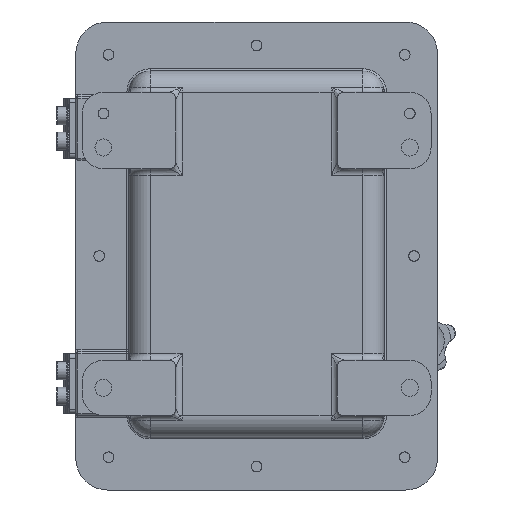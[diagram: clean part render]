
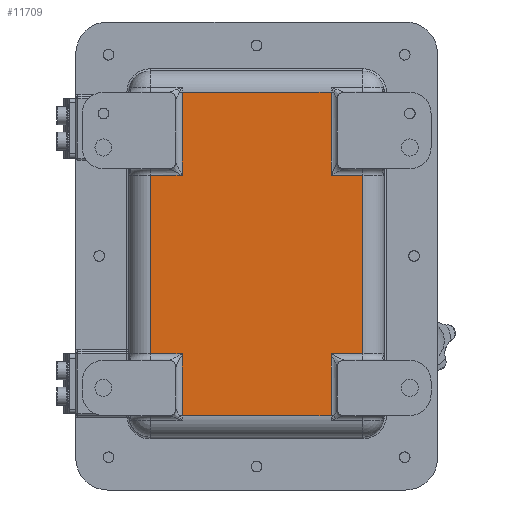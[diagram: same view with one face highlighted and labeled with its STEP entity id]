
A CAD part, front view. The second image highlights one B-rep face of the part: STEP entity #11709.
In plain terms, the highlighted planar face has unit normal (0, -1, 0).
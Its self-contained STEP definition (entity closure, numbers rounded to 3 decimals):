
#1568 = CARTESIAN_POINT ( 'NONE',  ( 50., 0., -75. ) ) ;
#2542 = VERTEX_POINT ( 'NONE', #38315 ) ;
#2739 = EDGE_CURVE ( 'NONE', #16086, #41163, #9331, .T. ) ;
#2760 = LINE ( 'NONE', #20745, #20616 ) ;
#4405 = EDGE_CURVE ( 'NONE', #48179, #6065, #16953, .T. ) ;
#4508 = EDGE_CURVE ( 'NONE', #22565, #16086, #26126, .T. ) ;
#4512 = ORIENTED_EDGE ( 'NONE', *, *, #4508, .T. ) ;
#6065 = VERTEX_POINT ( 'NONE', #26466 ) ;
#6787 = LINE ( 'NONE', #32534, #16029 ) ;
#6986 = LINE ( 'NONE', #7535, #42106 ) ;
#7535 = CARTESIAN_POINT ( 'NONE',  ( -38., 0., -46. ) ) ;
#8104 = VERTEX_POINT ( 'NONE', #20174 ) ;
#8328 = CARTESIAN_POINT ( 'NONE',  ( -35., 0., 81. ) ) ;
#9331 = LINE ( 'NONE', #8328, #31493 ) ;
#9488 = VECTOR ( 'NONE', #15479, 1000. ) ;
#9866 = CARTESIAN_POINT ( 'NONE',  ( -35., 0., 77. ) ) ;
#10524 = VECTOR ( 'NONE', #46448, 1000. ) ;
#10564 = CARTESIAN_POINT ( 'NONE',  ( 50., 0., -46. ) ) ;
#11510 = DIRECTION ( 'NONE',  ( 1., 0., 0. ) ) ;
#11709 = ADVANCED_FACE ( 'NONE', ( #41848 ), #16580, .F. ) ;
#12320 = VECTOR ( 'NONE', #13598, 1000. ) ;
#12542 = LINE ( 'NONE', #35451, #9488 ) ;
#13317 = VECTOR ( 'NONE', #13662, 1000. ) ;
#13598 = DIRECTION ( 'NONE',  ( 0., 0., -1. ) ) ;
#13662 = DIRECTION ( 'NONE',  ( 1., 0., 0. ) ) ;
#14396 = ORIENTED_EDGE ( 'NONE', *, *, #17383, .T. ) ;
#14407 = ORIENTED_EDGE ( 'NONE', *, *, #38468, .T. ) ;
#14745 = CARTESIAN_POINT ( 'NONE',  ( -35., 0., -46. ) ) ;
#15479 = DIRECTION ( 'NONE',  ( 0., 0., 1. ) ) ;
#15732 = CARTESIAN_POINT ( 'NONE',  ( -50., 0., -46. ) ) ;
#15833 = CARTESIAN_POINT ( 'NONE',  ( -35., 0., -75. ) ) ;
#15963 = CARTESIAN_POINT ( 'NONE',  ( 50., 0., 41. ) ) ;
#16029 = VECTOR ( 'NONE', #36534, 1000. ) ;
#16086 = VERTEX_POINT ( 'NONE', #9866 ) ;
#16252 = DIRECTION ( 'NONE',  ( 0., 0., 1. ) ) ;
#16278 = ORIENTED_EDGE ( 'NONE', *, *, #4405, .T. ) ;
#16280 = ORIENTED_EDGE ( 'NONE', *, *, #30587, .T. ) ;
#16580 = PLANE ( 'NONE',  #27440 ) ;
#16811 = VECTOR ( 'NONE', #43327, 1000. ) ;
#16901 = VECTOR ( 'NONE', #37216, 1000. ) ;
#16953 = LINE ( 'NONE', #1568, #36696 ) ;
#17383 = EDGE_CURVE ( 'NONE', #34044, #48179, #33267, .T. ) ;
#17407 = CARTESIAN_POINT ( 'NONE',  ( -50., 0., 77. ) ) ;
#18118 = VERTEX_POINT ( 'NONE', #10564 ) ;
#20174 = CARTESIAN_POINT ( 'NONE',  ( 50., 0., 38. ) ) ;
#20616 = VECTOR ( 'NONE', #21275, 1000. ) ;
#20745 = CARTESIAN_POINT ( 'NONE',  ( 56., 0., 38. ) ) ;
#20990 = LINE ( 'NONE', #42653, #10524 ) ;
#21275 = DIRECTION ( 'NONE',  ( -1., 0., 0. ) ) ;
#22101 = VERTEX_POINT ( 'NONE', #15732 ) ;
#22565 = VERTEX_POINT ( 'NONE', #37578 ) ;
#23767 = LINE ( 'NONE', #25839, #13317 ) ;
#25102 = EDGE_CURVE ( 'NONE', #41163, #43485, #2760, .T. ) ;
#25839 = CARTESIAN_POINT ( 'NONE',  ( 56., 0., -46. ) ) ;
#26018 = VECTOR ( 'NONE', #49178, 1000. ) ;
#26126 = LINE ( 'NONE', #17407, #16901 ) ;
#26466 = CARTESIAN_POINT ( 'NONE',  ( 35., 0., -75. ) ) ;
#26674 = EDGE_CURVE ( 'NONE', #43485, #22101, #40238, .T. ) ;
#26726 = ORIENTED_EDGE ( 'NONE', *, *, #2739, .T. ) ;
#27257 = LINE ( 'NONE', #15963, #16811 ) ;
#27440 = AXIS2_PLACEMENT_3D ( 'NONE', #39855, #40535, #16252 ) ;
#29193 = ORIENTED_EDGE ( 'NONE', *, *, #26674, .T. ) ;
#30230 = VERTEX_POINT ( 'NONE', #30569 ) ;
#30569 = CARTESIAN_POINT ( 'NONE',  ( 35., 0., -46. ) ) ;
#30587 = EDGE_CURVE ( 'NONE', #30230, #18118, #23767, .T. ) ;
#31017 = ORIENTED_EDGE ( 'NONE', *, *, #25102, .T. ) ;
#31493 = VECTOR ( 'NONE', #35887, 1000. ) ;
#32534 = CARTESIAN_POINT ( 'NONE',  ( 35., 0., -49. ) ) ;
#33079 = DIRECTION ( 'NONE',  ( 1., 0., 0. ) ) ;
#33267 = LINE ( 'NONE', #41164, #12320 ) ;
#34044 = VERTEX_POINT ( 'NONE', #14745 ) ;
#34670 = ORIENTED_EDGE ( 'NONE', *, *, #38664, .T. ) ;
#35017 = ORIENTED_EDGE ( 'NONE', *, *, #35064, .T. ) ;
#35064 = EDGE_CURVE ( 'NONE', #22101, #34044, #6986, .T. ) ;
#35101 = EDGE_CURVE ( 'NONE', #18118, #8104, #27257, .T. ) ;
#35451 = CARTESIAN_POINT ( 'NONE',  ( 35., 0., 81. ) ) ;
#35701 = ORIENTED_EDGE ( 'NONE', *, *, #35101, .T. ) ;
#35854 = CARTESIAN_POINT ( 'NONE',  ( -50., 0., 38. ) ) ;
#35887 = DIRECTION ( 'NONE',  ( 0., 0., -1. ) ) ;
#36534 = DIRECTION ( 'NONE',  ( 0., 0., 1. ) ) ;
#36696 = VECTOR ( 'NONE', #33079, 1000. ) ;
#36829 = EDGE_LOOP ( 'NONE', ( #29193, #35017, #14396, #16278, #14407, #16280, #35701, #34670, #43764, #4512, #26726, #31017 ) ) ;
#37216 = DIRECTION ( 'NONE',  ( -1., 0., 0. ) ) ;
#37341 = CARTESIAN_POINT ( 'NONE',  ( -50., 0., -49. ) ) ;
#37578 = CARTESIAN_POINT ( 'NONE',  ( 35., 0., 77. ) ) ;
#38315 = CARTESIAN_POINT ( 'NONE',  ( 35., 0., 38. ) ) ;
#38468 = EDGE_CURVE ( 'NONE', #6065, #30230, #6787, .T. ) ;
#38664 = EDGE_CURVE ( 'NONE', #8104, #2542, #20990, .T. ) ;
#39855 = CARTESIAN_POINT ( 'NONE',  ( 56., 0., 81. ) ) ;
#40193 = CARTESIAN_POINT ( 'NONE',  ( -35., 0., 38. ) ) ;
#40238 = LINE ( 'NONE', #37341, #26018 ) ;
#40535 = DIRECTION ( 'NONE',  ( 0., 1., 0. ) ) ;
#41163 = VERTEX_POINT ( 'NONE', #40193 ) ;
#41164 = CARTESIAN_POINT ( 'NONE',  ( -35., 0., -75. ) ) ;
#41848 = FACE_OUTER_BOUND ( 'NONE', #36829, .T. ) ;
#42106 = VECTOR ( 'NONE', #11510, 1000. ) ;
#42653 = CARTESIAN_POINT ( 'NONE',  ( 38., 0., 38. ) ) ;
#43327 = DIRECTION ( 'NONE',  ( 0., 0., 1. ) ) ;
#43485 = VERTEX_POINT ( 'NONE', #35854 ) ;
#43764 = ORIENTED_EDGE ( 'NONE', *, *, #45480, .T. ) ;
#45480 = EDGE_CURVE ( 'NONE', #2542, #22565, #12542, .T. ) ;
#46448 = DIRECTION ( 'NONE',  ( -1., 0., 0. ) ) ;
#48179 = VERTEX_POINT ( 'NONE', #15833 ) ;
#49178 = DIRECTION ( 'NONE',  ( 0., 0., -1. ) ) ;
